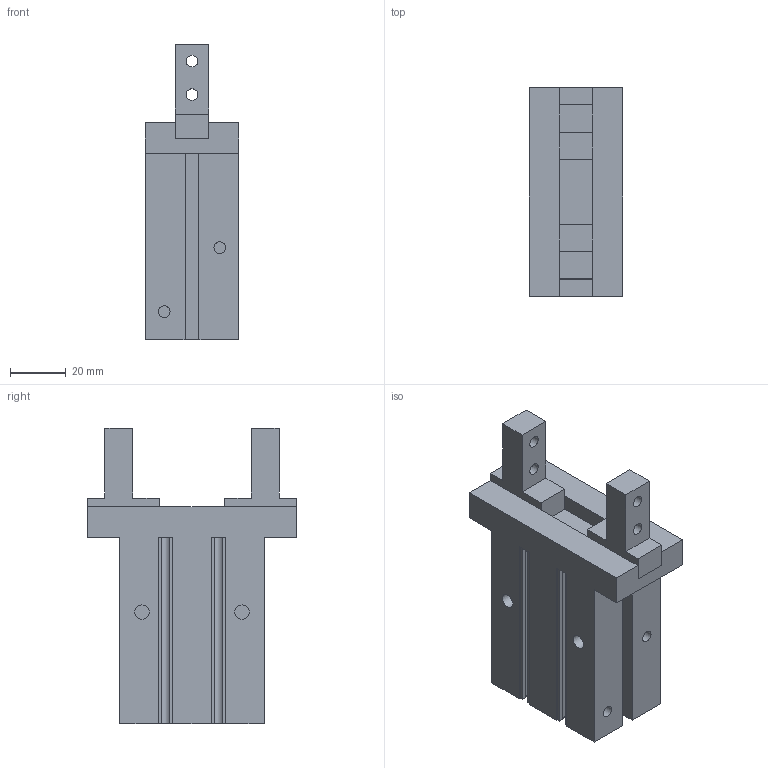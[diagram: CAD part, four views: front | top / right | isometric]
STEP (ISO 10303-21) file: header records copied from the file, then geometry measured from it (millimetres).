
FILE_DESCRIPTION(('STEP AP214'),'1');
FILE_NAME('CA.09.05.012.L.stp','2018-01-09T10:47:26',(' '),(' '),'Spatial InterOp 3D',' ',' ');
FILE_SCHEMA(('AUTOMOTIVE_DESIGN { 1 0 10303 214 1 1 1 1 }'));
Length unit declared in the file: millimetre
Products named in the file (3): MHZL2-25D.step_MHZ2-Body_25D; MHZL2-25D.step_mhzl2-prong_25
Assembly tree (3 placements, depth 2):
  (unnamed)
    MHZL2-25D.step_MHZ2-Body_25D
    MHZL2-25D.step_mhzl2-prong_25  x2
Bounding box: 33.6 x 75 x 106 mm (x, y, z)
Volume: 133092.2 mm3; surface area: 33013.7 mm2
Topology: 3 solids, 3 shells, 110 faces, 288 edges, 196 vertices
Faces by surface type: plane 90, cylinder 20
Full cylindrical faces by diameter (mm): 4 x1, 4.2 x6, 5.2 x8, 26 x1
Entity records: 3700 total; most frequent: CARTESIAN_POINT 498, DIRECTION 472, ORIENTED_EDGE 464, EDGE_CURVE 232, LINE 196, VECTOR 196, VERTEX_POINT 164, AXIS2_PLACEMENT_3D 138
